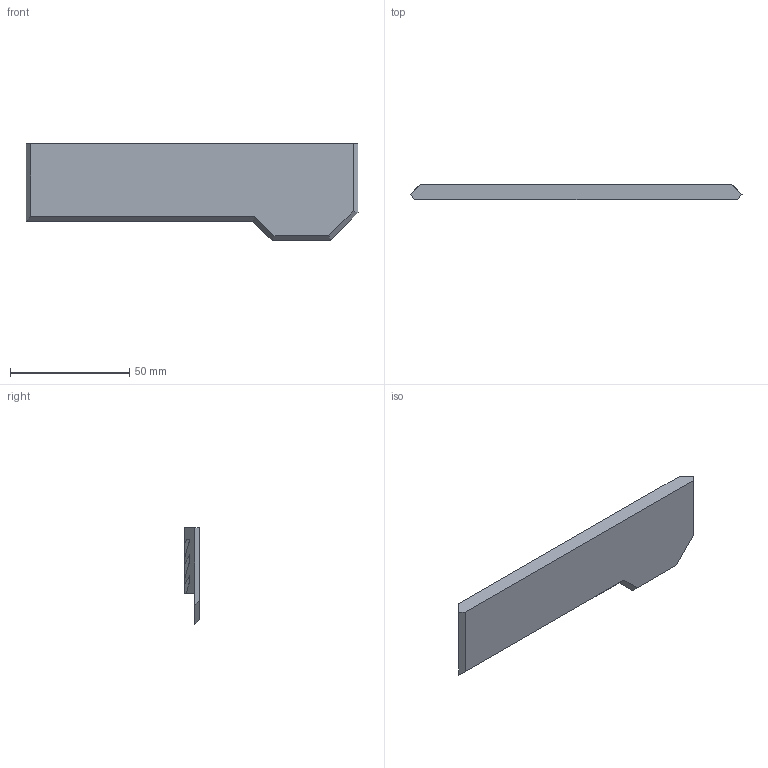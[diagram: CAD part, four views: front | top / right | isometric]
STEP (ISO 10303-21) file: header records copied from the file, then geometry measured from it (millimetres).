
FILE_DESCRIPTION (( 'STEP AP214' ), '1' );
FILE_NAME ('A01.004-RK3-S__[ID005]__GearRack1.STEP', '2024-10-29T12:41:44', ( '' ), ( '' ), 'SwSTEP 2.0', 'SolidWorks 2021', '' );
FILE_SCHEMA (( 'AUTOMOTIVE_DESIGN' ));
Length unit declared in the file: millimetre
Products named in the file (1): A01.004-RK3-S__[ID005]__GearRack1
Bounding box: 139 x 6.25 x 40.5 mm (x, y, z)
Volume: 21722.9 mm3; surface area: 14464.2 mm2
Topology: 1 solids, 1 shells, 194 faces, 574 edges, 382 vertices
Faces by surface type: plane 194
Entity records: 6376 total; most frequent: CARTESIAN_POINT 1151, ORIENTED_EDGE 1148, DIRECTION 964, LINE 574, VECTOR 574, EDGE_CURVE 574, VERTEX_POINT 382, AXIS2_PLACEMENT_3D 195
